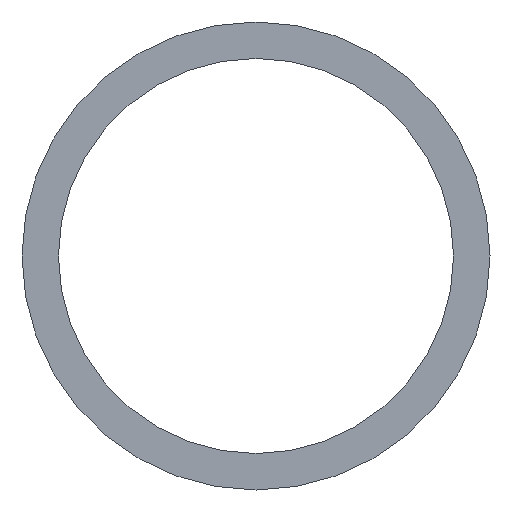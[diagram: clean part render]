
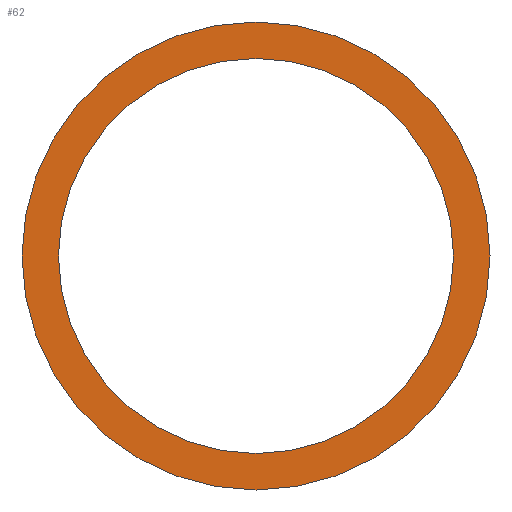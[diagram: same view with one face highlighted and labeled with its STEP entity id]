
A CAD part, front view. The second image highlights one B-rep face of the part: STEP entity #62.
In plain terms, the highlighted planar face has unit normal (0, -1, 0).
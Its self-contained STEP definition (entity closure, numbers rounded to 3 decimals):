
#1 = EDGE_CURVE ( 'NONE', #240, #12, #58, .T. ) ;
#3 = DIRECTION ( 'NONE',  ( 0., 0., 1. ) ) ;
#10 = EDGE_CURVE ( 'NONE', #12, #240, #89, .T. ) ;
#12 = VERTEX_POINT ( 'NONE', #151 ) ;
#16 = CARTESIAN_POINT ( 'NONE',  ( 0., 0., 162.5 ) ) ;
#18 = ORIENTED_EDGE ( 'NONE', *, *, #10, .F. ) ;
#19 = CARTESIAN_POINT ( 'NONE',  ( 0., 0., 0. ) ) ;
#21 = AXIS2_PLACEMENT_3D ( 'NONE', #231, #211, #158 ) ;
#23 = AXIS2_PLACEMENT_3D ( 'NONE', #19, #166, #97 ) ;
#26 = CIRCLE ( 'NONE', #21, 162.5 ) ;
#29 = CARTESIAN_POINT ( 'NONE',  ( 0., 0., 192.5 ) ) ;
#33 = AXIS2_PLACEMENT_3D ( 'NONE', #209, #88, #3 ) ;
#38 = DIRECTION ( 'NONE',  ( 0., 0., 1. ) ) ;
#41 = DIRECTION ( 'NONE',  ( 0., 1., 0. ) ) ;
#52 = CARTESIAN_POINT ( 'NONE',  ( 0., 0., 0. ) ) ;
#55 = CARTESIAN_POINT ( 'NONE',  ( 0., 0., -162.5 ) ) ;
#56 = ORIENTED_EDGE ( 'NONE', *, *, #247, .T. ) ;
#58 = CIRCLE ( 'NONE', #82, 192.5 ) ;
#62 = ADVANCED_FACE ( 'NONE', ( #183, #74 ), #93, .F. ) ;
#63 = VERTEX_POINT ( 'NONE', #55 ) ;
#74 = FACE_BOUND ( 'NONE', #148, .T. ) ;
#82 = AXIS2_PLACEMENT_3D ( 'NONE', #52, #133, #38 ) ;
#88 = DIRECTION ( 'NONE',  ( 0., 1., 0. ) ) ;
#89 = CIRCLE ( 'NONE', #23, 192.5 ) ;
#93 = PLANE ( 'NONE',  #135 ) ;
#94 = ORIENTED_EDGE ( 'NONE', *, *, #1, .F. ) ;
#97 = DIRECTION ( 'NONE',  ( 0., 0., 1. ) ) ;
#127 = VERTEX_POINT ( 'NONE', #16 ) ;
#133 = DIRECTION ( 'NONE',  ( 0., 1., 0. ) ) ;
#135 = AXIS2_PLACEMENT_3D ( 'NONE', #147, #41, #222 ) ;
#137 = ORIENTED_EDGE ( 'NONE', *, *, #233, .T. ) ;
#138 = CIRCLE ( 'NONE', #33, 162.5 ) ;
#147 = CARTESIAN_POINT ( 'NONE',  ( 0., 0., 0. ) ) ;
#148 = EDGE_LOOP ( 'NONE', ( #56, #137 ) ) ;
#151 = CARTESIAN_POINT ( 'NONE',  ( 0., 0., -192.5 ) ) ;
#158 = DIRECTION ( 'NONE',  ( 0., 0., 1. ) ) ;
#166 = DIRECTION ( 'NONE',  ( 0., 1., 0. ) ) ;
#181 = EDGE_LOOP ( 'NONE', ( #18, #94 ) ) ;
#183 = FACE_OUTER_BOUND ( 'NONE', #181, .T. ) ;
#209 = CARTESIAN_POINT ( 'NONE',  ( 0., 0., 0. ) ) ;
#211 = DIRECTION ( 'NONE',  ( 0., 1., 0. ) ) ;
#222 = DIRECTION ( 'NONE',  ( 0., 0., 1. ) ) ;
#231 = CARTESIAN_POINT ( 'NONE',  ( 0., 0., 0. ) ) ;
#233 = EDGE_CURVE ( 'NONE', #127, #63, #138, .T. ) ;
#240 = VERTEX_POINT ( 'NONE', #29 ) ;
#247 = EDGE_CURVE ( 'NONE', #63, #127, #26, .T. ) ;
